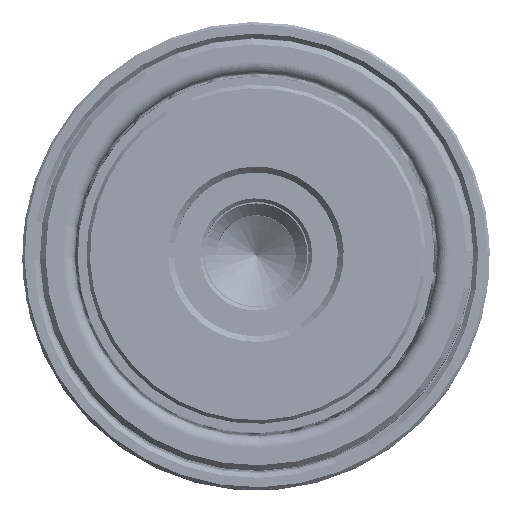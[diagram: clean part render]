
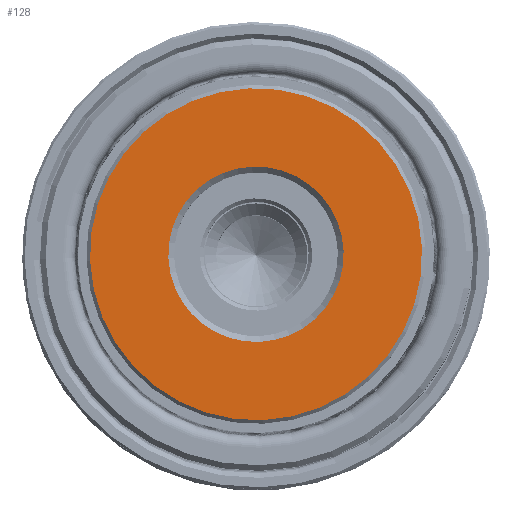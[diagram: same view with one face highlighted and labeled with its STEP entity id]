
A CAD part, top view. The second image highlights one B-rep face of the part: STEP entity #128.
In plain terms, the highlighted face is planar.
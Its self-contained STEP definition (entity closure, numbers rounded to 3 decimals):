
#128 = ADVANCED_FACE ( 'NONE', ( #28296, #29523 ), #36515, .F. ) ;
#792 = DIRECTION ( 'NONE',  ( 0., 0., -1. ) ) ;
#1797 = CARTESIAN_POINT ( 'NONE',  ( 0., 0., 0. ) ) ;
#2176 = ORIENTED_EDGE ( 'NONE', *, *, #6991, .T. ) ;
#3285 = DIRECTION ( 'NONE',  ( 0., 0., 1. ) ) ;
#5793 = DIRECTION ( 'NONE',  ( 1., 0., 0. ) ) ;
#6991 = EDGE_CURVE ( 'NONE', #47176, #8831, #36177, .T. ) ;
#7745 = CARTESIAN_POINT ( 'NONE',  ( -7.5, 0., 0. ) ) ;
#8831 = VERTEX_POINT ( 'NONE', #34298 ) ;
#8990 = AXIS2_PLACEMENT_3D ( 'NONE', #1797, #29586, #5793 ) ;
#10104 = ORIENTED_EDGE ( 'NONE', *, *, #30258, .T. ) ;
#10106 = DIRECTION ( 'NONE',  ( 0., 0., 1. ) ) ;
#11282 = ORIENTED_EDGE ( 'NONE', *, *, #40616, .T. ) ;
#15689 = CIRCLE ( 'NONE', #8990, 7.5 ) ;
#16626 = DIRECTION ( 'NONE',  ( 0., 0., -1. ) ) ;
#18627 = CARTESIAN_POINT ( 'NONE',  ( 7.5, 0., 0. ) ) ;
#19276 = AXIS2_PLACEMENT_3D ( 'NONE', #27078, #3285, #31094 ) ;
#22100 = EDGE_CURVE ( 'NONE', #8831, #47176, #41866, .T. ) ;
#23370 = EDGE_LOOP ( 'NONE', ( #44215, #2176 ) ) ;
#24612 = CARTESIAN_POINT ( 'NONE',  ( 0., 0., 0. ) ) ;
#27078 = CARTESIAN_POINT ( 'NONE',  ( 0., 0., 0. ) ) ;
#28296 = FACE_OUTER_BOUND ( 'NONE', #23370, .T. ) ;
#28576 = DIRECTION ( 'NONE',  ( 1., 0., 0. ) ) ;
#28895 = CIRCLE ( 'NONE', #19276, 7.5 ) ;
#29523 = FACE_BOUND ( 'NONE', #29712, .T. ) ;
#29586 = DIRECTION ( 'NONE',  ( 0., 0., 1. ) ) ;
#29712 = EDGE_LOOP ( 'NONE', ( #10104, #11282 ) ) ;
#30258 = EDGE_CURVE ( 'NONE', #34911, #32479, #15689, .T. ) ;
#31094 = DIRECTION ( 'NONE',  ( 1., 0., 0. ) ) ;
#32479 = VERTEX_POINT ( 'NONE', #18627 ) ;
#33038 = CARTESIAN_POINT ( 'NONE',  ( -14.2, 0., 0. ) ) ;
#34298 = CARTESIAN_POINT ( 'NONE',  ( 14.2, 0., 0. ) ) ;
#34911 = VERTEX_POINT ( 'NONE', #7745 ) ;
#36177 = CIRCLE ( 'NONE', #41967, 14.2 ) ;
#36515 = PLANE ( 'NONE',  #47809 ) ;
#40370 = CARTESIAN_POINT ( 'NONE',  ( 0., 0., 0. ) ) ;
#40616 = EDGE_CURVE ( 'NONE', #32479, #34911, #28895, .T. ) ;
#40834 = CARTESIAN_POINT ( 'NONE',  ( 0., 0., 0. ) ) ;
#41866 = CIRCLE ( 'NONE', #47007, 14.2 ) ;
#41967 = AXIS2_PLACEMENT_3D ( 'NONE', #40370, #16626, #44343 ) ;
#44215 = ORIENTED_EDGE ( 'NONE', *, *, #22100, .T. ) ;
#44343 = DIRECTION ( 'NONE',  ( 1., 0., 0. ) ) ;
#47007 = AXIS2_PLACEMENT_3D ( 'NONE', #24612, #792, #28576 ) ;
#47176 = VERTEX_POINT ( 'NONE', #33038 ) ;
#47809 = AXIS2_PLACEMENT_3D ( 'NONE', #40834, #10106, #48446 ) ;
#48446 = DIRECTION ( 'NONE',  ( 1., 0., 0. ) ) ;
